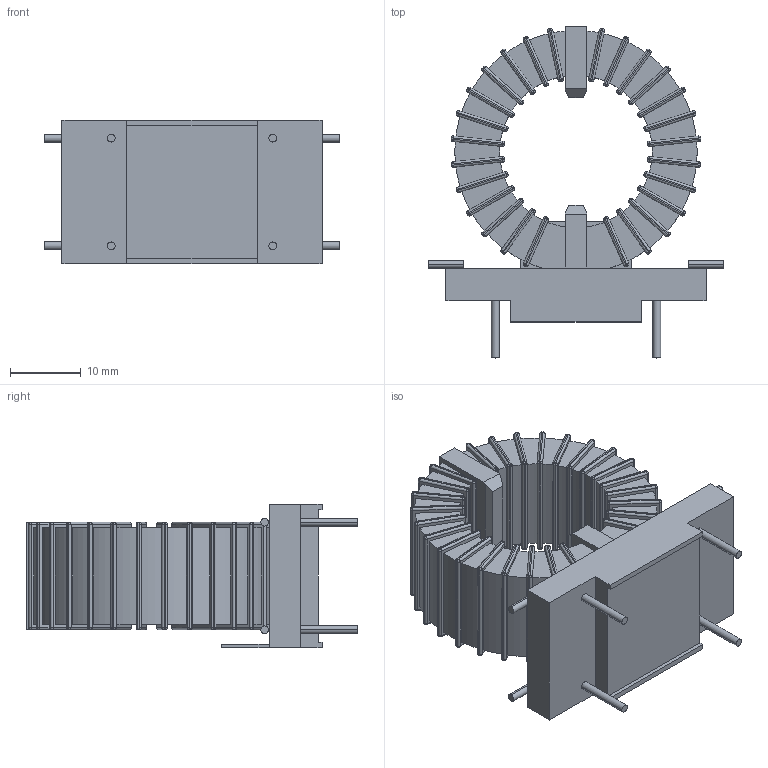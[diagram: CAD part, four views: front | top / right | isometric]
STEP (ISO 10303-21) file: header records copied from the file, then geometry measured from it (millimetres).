
FILE_DESCRIPTION((''),'2;1');
FILE_NAME('8118-RC','2012-08-14T',('ryans'),('Bourns, Inc.'),'PRO/ENGINEER BY PARAMETRIC TECHNOLOGY CORPORATION, 2010100','PRO/ENGINEER BY PARAMETRIC TECHNOLOGY CORPORATION, 2010100','');
FILE_SCHEMA(('CONFIG_CONTROL_DESIGN'));
Length unit declared in the file: inch
Products named in the file (1): 8118-RC
Bounding box: 41.91 x 46.99 x 20.32 mm (x, y, z)
Volume: 12909.6 mm3; surface area: 7504.3 mm2
Topology: 5 solids, 5 shells, 853 faces, 1734 edges, 948 vertices
Faces by surface type: cylinder 384, plane 261, sphere 208
Entity records: 21800 total; most frequent: DIRECTION 4208, CARTESIAN_POINT 3535, ORIENTED_EDGE 3468, EDGE_CURVE 1734, AXIS2_PLACEMENT_3D 1621, VECTOR 966, LINE 966, VERTEX_POINT 948
